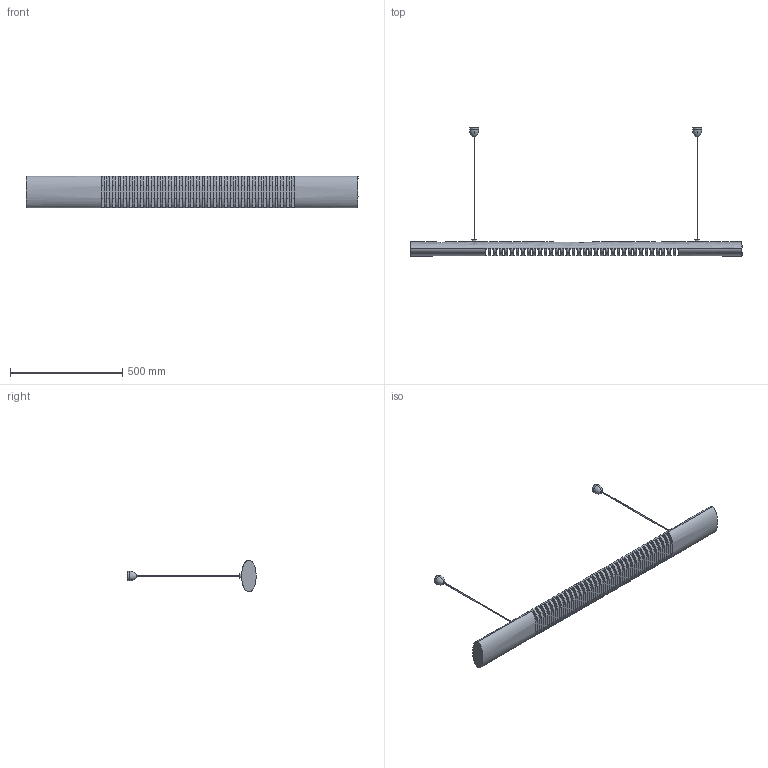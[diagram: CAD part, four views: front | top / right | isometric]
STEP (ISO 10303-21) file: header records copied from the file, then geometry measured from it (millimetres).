
FILE_DESCRIPTION (( 'STEP AP214' ), '1' );
FILE_NAME ('RIVAL LED 40.STEP', '2018-07-25T10:21:57', ( '' ), ( '' ), 'SwSTEP 2.0', 'SolidWorks 2013', '' );
FILE_SCHEMA (( 'AUTOMOTIVE_DESIGN' ));
Length unit declared in the file: millimetre
Products named in the file (1): RIVAL LED 40
Bounding box: 1481 x 572.35 x 140 mm (x, y, z)
Volume: 9175188.9 mm3; surface area: 815107.1 mm2
Topology: 1 solids, 1 shells, 201 faces, 610 edges, 382 vertices
Faces by surface type: plane 183, cylinder 12, torus 4, bspline 2
Entity records: 9185 total; most frequent: CARTESIAN_POINT 1822, ORIENTED_EDGE 1220, DIRECTION 890, EDGE_CURVE 610, VECTOR 434, LINE 434, VERTEX_POINT 382, EDGE_LOOP 242
